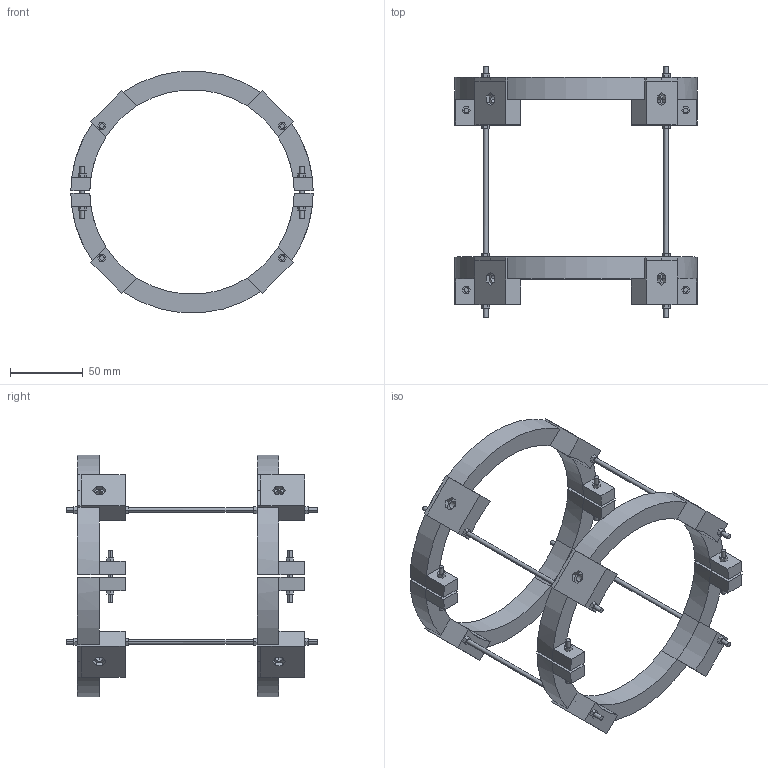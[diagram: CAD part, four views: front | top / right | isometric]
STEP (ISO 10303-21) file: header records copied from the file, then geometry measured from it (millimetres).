
FILE_DESCRIPTION(/* description */ (''),/* implementation_level */ '2;1');
FILE_NAME(/* name */ 'Interior_Brackets',/* time_stamp */ '2022-02-21T15:13:42+01:00',/* author */ (''),/* organization */ (''),/* preprocessor_version */ 'ST-DEVELOPER v14',/* originating_system */ '',/* authorisation */ '');
FILE_SCHEMA (('AUTOMOTIVE_DESIGN'));
Length unit declared in the file: millimetre
Products named in the file (1): Document
Bounding box: 165.98 x 171.69 x 165.43 mm (x, y, z)
Volume: 263847.5 mm3; surface area: 89964.6 mm2
Topology: 40 solids, 44 shells, 694 faces, 1598 edges, 994 vertices
Faces by surface type: plane 482, bspline 212
Entity records: 20523 total; most frequent: CARTESIAN_POINT 9501, ORIENTED_EDGE 3178, EDGE_CURVE 1598, B_SPLINE_CURVE_WITH_KNOTS 1016, VERTEX_POINT 994, EDGE_LOOP 792, ADVANCED_FACE 694, FACE_OUTER_BOUND 694
